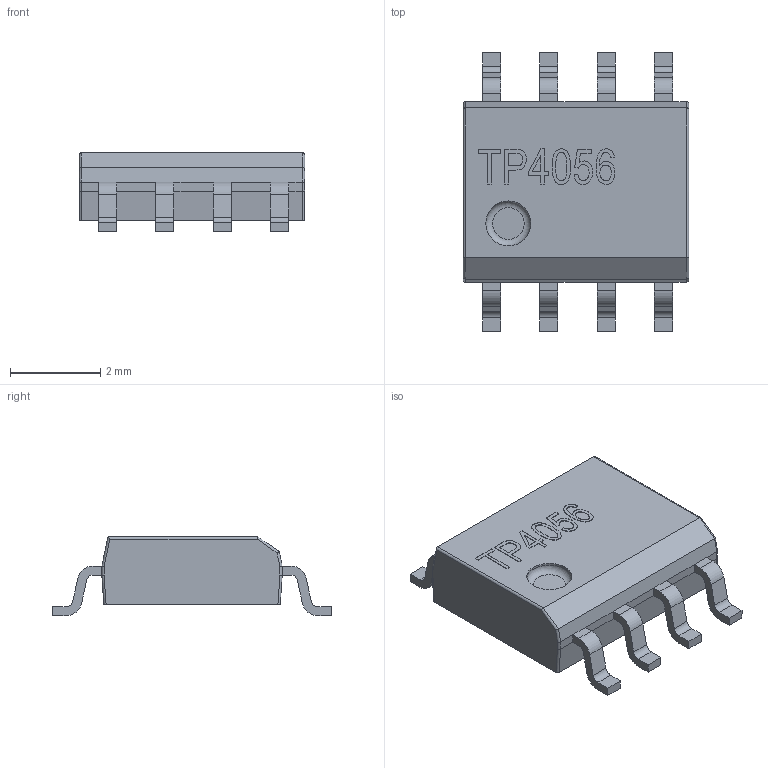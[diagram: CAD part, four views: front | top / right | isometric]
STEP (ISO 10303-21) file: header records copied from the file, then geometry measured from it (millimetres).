
FILE_DESCRIPTION(/* description */ (''),/* implementation_level */ '2;1');
FILE_NAME(/* name */ '3D-TP4056.step',/* time_stamp */ '2022-03-27T06:49:50+08:00',/* author */ (''),/* organization */ (''),/* preprocessor_version */ 'ST-DEVELOPER v18.1',/* originating_system */ 'Autodesk Translation Framework v10.13.0.1454',/* authorisation */ '');
FILE_SCHEMA (('AUTOMOTIVE_DESIGN { 1 0 10303 214 3 1 1 }'));
Length unit declared in the file: millimetre
Products named in the file (4): 3D-TP4056; Ensamblaje3; SOIC-8-150; pad
Assembly tree (10 placements, depth 3):
  3D-TP4056
    Ensamblaje3
      SOIC-8-150
      pad  x8
Bounding box: 5 x 6.2 x 1.76 mm (x, y, z)
Volume: 30 mm3; surface area: 80.8 mm2
Topology: 1 solids, 1 shells, 226 faces, 592 edges, 379 vertices
Faces by surface type: plane 140, cylinder 49, bspline 36, torus 1
Full cylindrical faces by diameter (mm): 1 x1
Entity records: 9301 total; most frequent: CARTESIAN_POINT 3635, ORIENTED_EDGE 1184, DIRECTION 1014, EDGE_CURVE 592, LINE 434, VECTOR 434, VERTEX_POINT 379, AXIS2_PLACEMENT_3D 290
